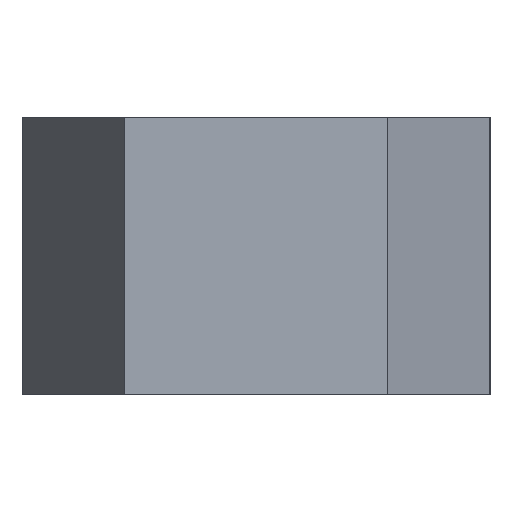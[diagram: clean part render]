
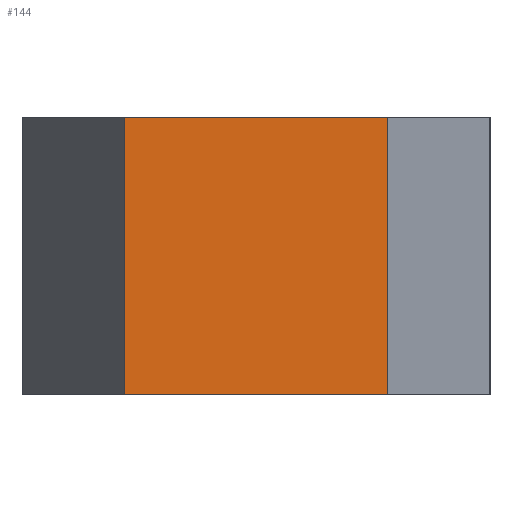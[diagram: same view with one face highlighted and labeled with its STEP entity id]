
A CAD part, left-side view. The second image highlights one B-rep face of the part: STEP entity #144.
In plain terms, the highlighted planar face has unit normal (-1, 0, 0).
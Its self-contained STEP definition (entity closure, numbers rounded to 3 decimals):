
#10 = DIRECTION ( 'NONE',  ( 0., -1., 0. ) ) ;
#17 = VECTOR ( 'NONE', #10, 1000. ) ;
#26 = VERTEX_POINT ( 'NONE', #171 ) ;
#35 = CARTESIAN_POINT ( 'NONE',  ( -50., -9., 19. ) ) ;
#93 = LINE ( 'NONE', #631, #17 ) ;
#144 = ADVANCED_FACE ( 'NONE', ( #179 ), #469, .F. ) ;
#167 = VECTOR ( 'NONE', #811, 1000. ) ;
#168 = DIRECTION ( 'NONE',  ( 1., 0., 0. ) ) ;
#171 = CARTESIAN_POINT ( 'NONE',  ( -50., -9., 19. ) ) ;
#174 = DIRECTION ( 'NONE',  ( 0., 0., -1. ) ) ;
#179 = FACE_OUTER_BOUND ( 'NONE', #306, .T. ) ;
#254 = VERTEX_POINT ( 'NONE', #265 ) ;
#265 = CARTESIAN_POINT ( 'NONE',  ( -50., -9., 0. ) ) ;
#267 = CARTESIAN_POINT ( 'NONE',  ( -50., 9., 19. ) ) ;
#306 = EDGE_LOOP ( 'NONE', ( #568, #461, #575, #794 ) ) ;
#314 = VERTEX_POINT ( 'NONE', #831 ) ;
#415 = CARTESIAN_POINT ( 'NONE',  ( -50., 9., 19. ) ) ;
#461 = ORIENTED_EDGE ( 'NONE', *, *, #497, .F. ) ;
#462 = DIRECTION ( 'NONE',  ( 0., 0., -1. ) ) ;
#469 = PLANE ( 'NONE',  #543 ) ;
#497 = EDGE_CURVE ( 'NONE', #26, #254, #643, .T. ) ;
#509 = CARTESIAN_POINT ( 'NONE',  ( -50., -9., 0. ) ) ;
#519 = VECTOR ( 'NONE', #174, 1000. ) ;
#523 = LINE ( 'NONE', #415, #167 ) ;
#543 = AXIS2_PLACEMENT_3D ( 'NONE', #805, #168, #462 ) ;
#568 = ORIENTED_EDGE ( 'NONE', *, *, #758, .T. ) ;
#575 = ORIENTED_EDGE ( 'NONE', *, *, #654, .F. ) ;
#631 = CARTESIAN_POINT ( 'NONE',  ( -50., -9., 19. ) ) ;
#643 = LINE ( 'NONE', #35, #519 ) ;
#654 = EDGE_CURVE ( 'NONE', #809, #26, #93, .T. ) ;
#758 = EDGE_CURVE ( 'NONE', #314, #254, #846, .T. ) ;
#763 = VECTOR ( 'NONE', #770, 1000. ) ;
#770 = DIRECTION ( 'NONE',  ( 0., -1., 0. ) ) ;
#785 = EDGE_CURVE ( 'NONE', #809, #314, #523, .T. ) ;
#794 = ORIENTED_EDGE ( 'NONE', *, *, #785, .T. ) ;
#805 = CARTESIAN_POINT ( 'NONE',  ( -50., -9., 19. ) ) ;
#809 = VERTEX_POINT ( 'NONE', #267 ) ;
#811 = DIRECTION ( 'NONE',  ( 0., 0., -1. ) ) ;
#831 = CARTESIAN_POINT ( 'NONE',  ( -50., 9., 0. ) ) ;
#846 = LINE ( 'NONE', #509, #763 ) ;
